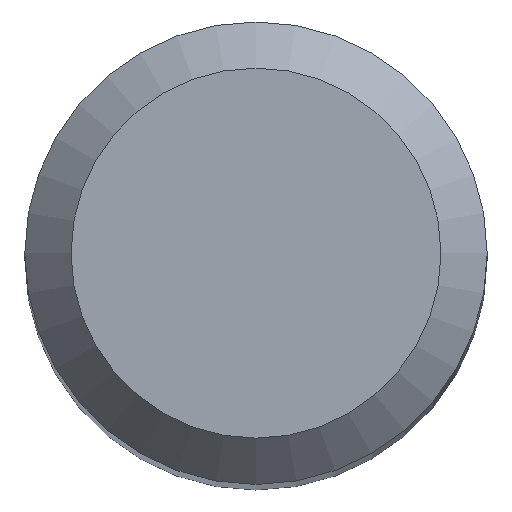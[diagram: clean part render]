
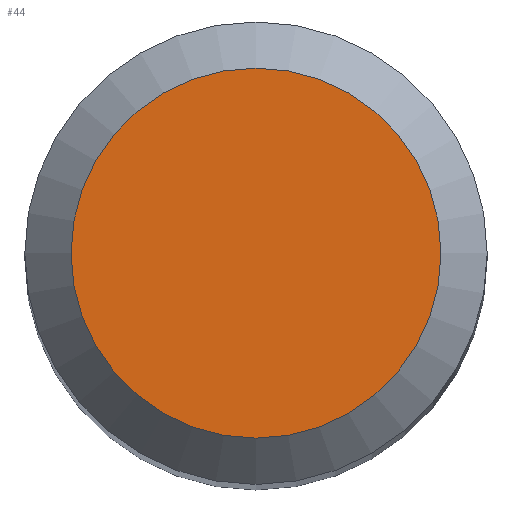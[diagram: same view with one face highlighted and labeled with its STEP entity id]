
A CAD part, top view. The second image highlights one B-rep face of the part: STEP entity #44.
In plain terms, the highlighted planar face has unit normal (0, 0, 1).
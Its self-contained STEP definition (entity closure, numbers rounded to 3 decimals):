
#44 = ADVANCED_FACE ( 'NONE', ( #298 ), #81, .F. ) ;
#49 = AXIS2_PLACEMENT_3D ( 'NONE', #271, #276, #250 ) ;
#71 = ORIENTED_EDGE ( 'NONE', *, *, #260, .F. ) ;
#81 = PLANE ( 'NONE',  #205 ) ;
#91 = EDGE_LOOP ( 'NONE', ( #71 ) ) ;
#93 = CIRCLE ( 'NONE', #49, 1.6 ) ;
#100 = DIRECTION ( 'NONE',  ( 0., 0., -1. ) ) ;
#101 = CARTESIAN_POINT ( 'NONE',  ( 0., 1.6, 35. ) ) ;
#116 = DIRECTION ( 'NONE',  ( 0., 1., 0. ) ) ;
#165 = CARTESIAN_POINT ( 'NONE',  ( 0., 0., 35. ) ) ;
#179 = VERTEX_POINT ( 'NONE', #101 ) ;
#205 = AXIS2_PLACEMENT_3D ( 'NONE', #165, #100, #116 ) ;
#250 = DIRECTION ( 'NONE',  ( 0., 1., 0. ) ) ;
#260 = EDGE_CURVE ( 'NONE', #179, #179, #93, .T. ) ;
#271 = CARTESIAN_POINT ( 'NONE',  ( 0., 0., 35. ) ) ;
#276 = DIRECTION ( 'NONE',  ( 0., 0., -1. ) ) ;
#298 = FACE_OUTER_BOUND ( 'NONE', #91, .T. ) ;
